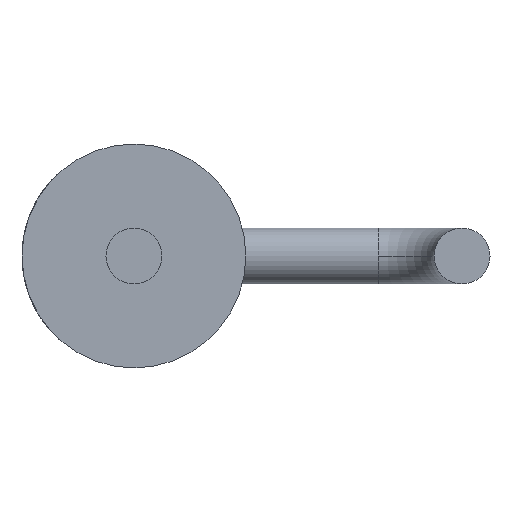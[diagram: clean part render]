
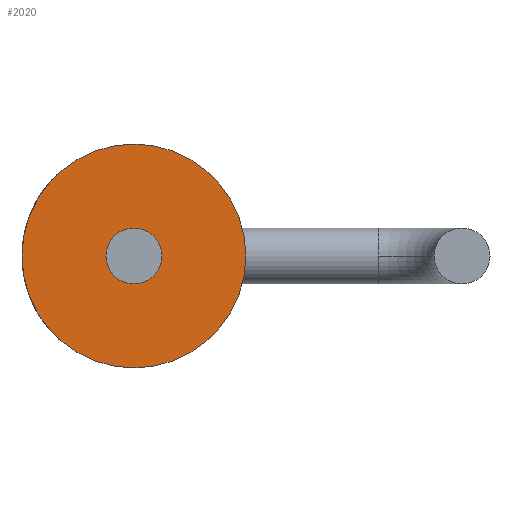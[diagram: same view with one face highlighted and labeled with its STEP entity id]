
A CAD part, front view. The second image highlights one B-rep face of the part: STEP entity #2020.
In plain terms, the highlighted planar face has unit normal (0, -1, 0).
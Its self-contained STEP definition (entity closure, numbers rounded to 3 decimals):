
#1 = DIRECTION ( 'NONE',  ( 0., -1., 0. ) ) ;
#76 = DIRECTION ( 'NONE',  ( 0., 0., 1. ) ) ;
#153 = FACE_OUTER_BOUND ( 'NONE', #3098, .T. ) ;
#174 = DIRECTION ( 'NONE',  ( 0., 0., 1. ) ) ;
#201 = AXIS2_PLACEMENT_3D ( 'NONE', #254, #1, #76 ) ;
#254 = CARTESIAN_POINT ( 'NONE',  ( 0., 1., 0. ) ) ;
#462 = EDGE_CURVE ( 'NONE', #1077, #960, #1774, .T. ) ;
#474 = ORIENTED_EDGE ( 'NONE', *, *, #462, .F. ) ;
#643 = DIRECTION ( 'NONE',  ( 0., 1., 0. ) ) ;
#865 = DIRECTION ( 'NONE',  ( 0., 0., 1. ) ) ;
#960 = VERTEX_POINT ( 'NONE', #2436 ) ;
#1077 = VERTEX_POINT ( 'NONE', #3090 ) ;
#1362 = ORIENTED_EDGE ( 'NONE', *, *, #2371, .F. ) ;
#1774 = CIRCLE ( 'NONE', #2052, 0.325 ) ;
#1948 = CIRCLE ( 'NONE', #2937, 1.3 ) ;
#1959 = FACE_BOUND ( 'NONE', #3094, .T. ) ;
#2020 = ADVANCED_FACE ( 'NONE', ( #1959, #153 ), #2792, .F. ) ;
#2052 = AXIS2_PLACEMENT_3D ( 'NONE', #3266, #3246, #865 ) ;
#2096 = AXIS2_PLACEMENT_3D ( 'NONE', #2776, #643, #2755 ) ;
#2274 = CARTESIAN_POINT ( 'NONE',  ( 0., 1., 0. ) ) ;
#2371 = EDGE_CURVE ( 'NONE', #2603, #2772, #2464, .T. ) ;
#2436 = CARTESIAN_POINT ( 'NONE',  ( -0.325, 1., 0. ) ) ;
#2464 = CIRCLE ( 'NONE', #2759, 1.3 ) ;
#2491 = EDGE_CURVE ( 'NONE', #2772, #2603, #1948, .T. ) ;
#2503 = ORIENTED_EDGE ( 'NONE', *, *, #2491, .F. ) ;
#2603 = VERTEX_POINT ( 'NONE', #3086 ) ;
#2663 = DIRECTION ( 'NONE',  ( 0., 0., 1. ) ) ;
#2755 = DIRECTION ( 'NONE',  ( 0., 0., 1. ) ) ;
#2759 = AXIS2_PLACEMENT_3D ( 'NONE', #2274, #2895, #174 ) ;
#2772 = VERTEX_POINT ( 'NONE', #3211 ) ;
#2776 = CARTESIAN_POINT ( 'NONE',  ( 0., 1., 0. ) ) ;
#2792 = PLANE ( 'NONE',  #2096 ) ;
#2895 = DIRECTION ( 'NONE',  ( 0., 1., 0. ) ) ;
#2898 = CIRCLE ( 'NONE', #201, 0.325 ) ;
#2930 = CARTESIAN_POINT ( 'NONE',  ( 0., 1., 0. ) ) ;
#2937 = AXIS2_PLACEMENT_3D ( 'NONE', #2930, #2983, #2663 ) ;
#2983 = DIRECTION ( 'NONE',  ( 0., 1., 0. ) ) ;
#3086 = CARTESIAN_POINT ( 'NONE',  ( 0., 1., -1.3 ) ) ;
#3090 = CARTESIAN_POINT ( 'NONE',  ( 0.325, 1., 0. ) ) ;
#3094 = EDGE_LOOP ( 'NONE', ( #474, #3331 ) ) ;
#3098 = EDGE_LOOP ( 'NONE', ( #1362, #2503 ) ) ;
#3211 = CARTESIAN_POINT ( 'NONE',  ( 0., 1., 1.3 ) ) ;
#3246 = DIRECTION ( 'NONE',  ( 0., -1., 0. ) ) ;
#3266 = CARTESIAN_POINT ( 'NONE',  ( 0., 1., 0. ) ) ;
#3331 = ORIENTED_EDGE ( 'NONE', *, *, #3370, .F. ) ;
#3370 = EDGE_CURVE ( 'NONE', #960, #1077, #2898, .T. ) ;
